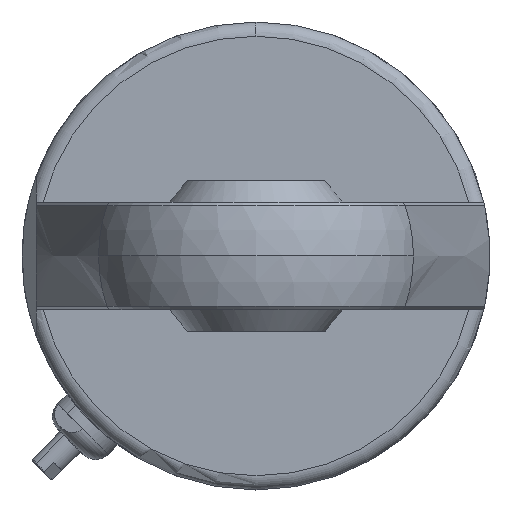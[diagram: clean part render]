
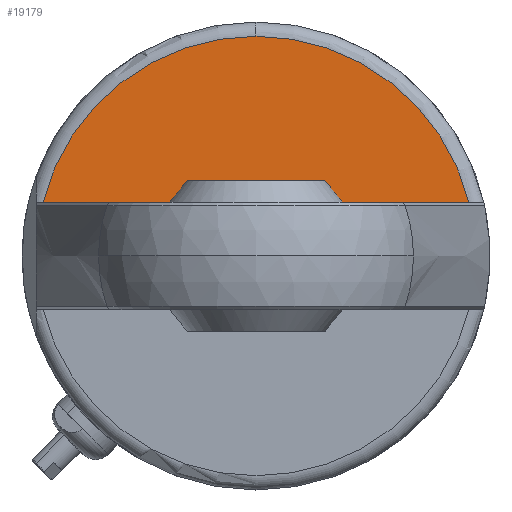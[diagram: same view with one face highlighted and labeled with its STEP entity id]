
A CAD part, left-side view. The second image highlights one B-rep face of the part: STEP entity #19179.
In plain terms, the highlighted planar face has unit normal (-1, 0, 0).
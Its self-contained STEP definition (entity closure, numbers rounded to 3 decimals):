
#1354 = DIRECTION ( 'NONE',  ( 0., 0., 1. ) ) ;
#1526 = DIRECTION ( 'NONE',  ( -1., 0., 0. ) ) ;
#2297 = DIRECTION ( 'NONE',  ( -1., 0., 0. ) ) ;
#3334 = ORIENTED_EDGE ( 'NONE', *, *, #29430, .T. ) ;
#4292 = CARTESIAN_POINT ( 'NONE',  ( -44.5, 38.573, 7.5 ) ) ;
#5721 = EDGE_CURVE ( 'NONE', #20936, #23900, #23054, .T. ) ;
#5812 = CARTESIAN_POINT ( 'NONE',  ( -44.5, -29.77, 7.5 ) ) ;
#7824 = PLANE ( 'NONE',  #29803 ) ;
#7938 = CARTESIAN_POINT ( 'NONE',  ( -44.5, 0., 0. ) ) ;
#8627 = CIRCLE ( 'NONE', #30606, 30.7 ) ;
#9900 = ORIENTED_EDGE ( 'NONE', *, *, #28285, .T. ) ;
#10070 = EDGE_LOOP ( 'NONE', ( #9900, #3334, #24130 ) ) ;
#11218 = CARTESIAN_POINT ( 'NONE',  ( -44.5, 0., 30.7 ) ) ;
#13062 = DIRECTION ( 'NONE',  ( 0., 0., 1. ) ) ;
#13411 = VERTEX_POINT ( 'NONE', #5812 ) ;
#14123 = CARTESIAN_POINT ( 'NONE',  ( -44.5, 29.77, 7.5 ) ) ;
#15034 = DIRECTION ( 'NONE',  ( 0., -1., 0. ) ) ;
#18608 = DIRECTION ( 'NONE',  ( -1., 0., 0. ) ) ;
#19179 = ADVANCED_FACE ( 'NONE', ( #34650 ), #7824, .T. ) ;
#20347 = LINE ( 'NONE', #4292, #26112 ) ;
#20907 = CARTESIAN_POINT ( 'NONE',  ( -44.5, -37., 7.5 ) ) ;
#20936 = VERTEX_POINT ( 'NONE', #11218 ) ;
#21084 = DIRECTION ( 'NONE',  ( 0., 0., 1. ) ) ;
#23054 = CIRCLE ( 'NONE', #32655, 30.7 ) ;
#23900 = VERTEX_POINT ( 'NONE', #14123 ) ;
#24130 = ORIENTED_EDGE ( 'NONE', *, *, #5721, .T. ) ;
#26112 = VECTOR ( 'NONE', #15034, 1000. ) ;
#28285 = EDGE_CURVE ( 'NONE', #23900, #13411, #20347, .T. ) ;
#29430 = EDGE_CURVE ( 'NONE', #13411, #20936, #8627, .T. ) ;
#29803 = AXIS2_PLACEMENT_3D ( 'NONE', #20907, #18608, #21084 ) ;
#30606 = AXIS2_PLACEMENT_3D ( 'NONE', #7938, #2297, #13062 ) ;
#30984 = CARTESIAN_POINT ( 'NONE',  ( -44.5, 0., 0. ) ) ;
#32655 = AXIS2_PLACEMENT_3D ( 'NONE', #30984, #1526, #1354 ) ;
#34650 = FACE_OUTER_BOUND ( 'NONE', #10070, .T. ) ;
